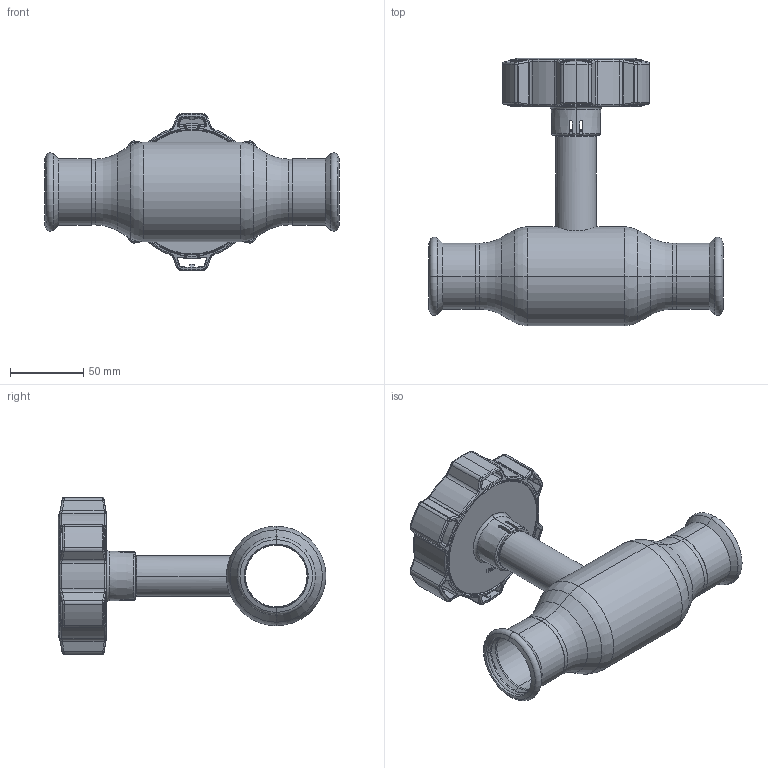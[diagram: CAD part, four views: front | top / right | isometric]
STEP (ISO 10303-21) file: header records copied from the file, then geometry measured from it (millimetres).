
FILE_DESCRIPTION (( 'STEP AP214' ), '1' );
FILE_NAME ('1040000101-1200.step', '2023-12-08T10:17:04', ( '' ), ( '' ), 'SwSTEP 2.0', 'SolidWorks 2021', '' );
FILE_SCHEMA (( 'AUTOMOTIVE_DESIGN' ));
Length unit declared in the file: millimetre
Products named in the file (1): 1040000101-1200
Bounding box: 201.6 x 183.15 x 107.98 mm (x, y, z)
Surface area: 94222.2 mm2 (no closed solid volume)
Topology: 0 solids, 12 shells, 510 faces, 1734 edges, 1182 vertices
Faces by surface type: bspline 153, cylinder 117, plane 102, torus 75, cone 57, sphere 6
Entity records: 32925 total; most frequent: CARTESIAN_POINT 14326, ORIENTED_EDGE 2850, DIRECTION 2188, EDGE_CURVE 1722, VERTEX_POINT 1182, AXIS2_PLACEMENT_3D 868, B_SPLINE_CURVE_WITH_KNOTS 737, EDGE_LOOP 541
